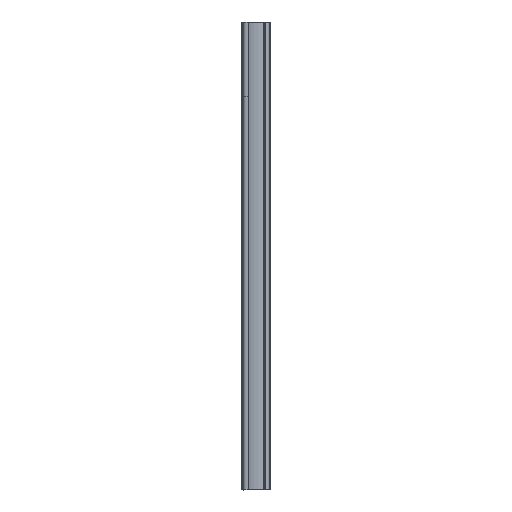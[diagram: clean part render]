
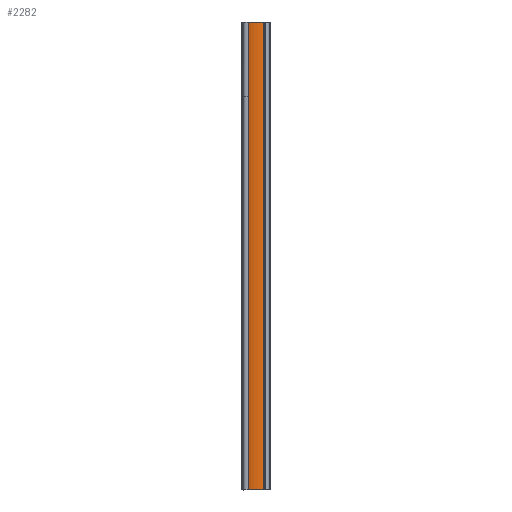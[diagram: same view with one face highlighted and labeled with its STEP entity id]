
A CAD part, front view. The second image highlights one B-rep face of the part: STEP entity #2282.
In plain terms, the highlighted cylindrical face has radius 60 mm (diameter 120 mm), a partial arc.
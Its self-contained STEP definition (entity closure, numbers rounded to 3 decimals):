
#112 = EDGE_LOOP ( 'NONE', ( #1914, #2422, #749, #1332, #1005 ) ) ;
#178 = CARTESIAN_POINT ( 'NONE',  ( -20.723, -56.308, -778. ) ) ;
#191 = CARTESIAN_POINT ( 'NONE',  ( 20.723, -56.308, 22. ) ) ;
#363 = DIRECTION ( 'NONE',  ( 0., 0., 1. ) ) ;
#370 = AXIS2_PLACEMENT_3D ( 'NONE', #1868, #363, #969 ) ;
#486 = EDGE_CURVE ( 'NONE', #577, #699, #590, .T. ) ;
#542 = VECTOR ( 'NONE', #3248, 1000. ) ;
#565 = EDGE_CURVE ( 'NONE', #577, #1079, #2127, .T. ) ;
#577 = VERTEX_POINT ( 'NONE', #835 ) ;
#590 = LINE ( 'NONE', #191, #542 ) ;
#593 = EDGE_CURVE ( 'NONE', #1079, #890, #3085, .T. ) ;
#669 = DIRECTION ( 'NONE',  ( -1., 0., 0. ) ) ;
#699 = VERTEX_POINT ( 'NONE', #1153 ) ;
#737 = CIRCLE ( 'NONE', #1076, 60. ) ;
#749 = ORIENTED_EDGE ( 'NONE', *, *, #593, .F. ) ;
#795 = DIRECTION ( 'NONE',  ( 0., 0., 1. ) ) ;
#832 = FACE_OUTER_BOUND ( 'NONE', #112, .T. ) ;
#835 = CARTESIAN_POINT ( 'NONE',  ( 20.723, -56.308, -1028. ) ) ;
#890 = VERTEX_POINT ( 'NONE', #1936 ) ;
#969 = DIRECTION ( 'NONE',  ( 1., 0., 0. ) ) ;
#1005 = ORIENTED_EDGE ( 'NONE', *, *, #486, .T. ) ;
#1076 = AXIS2_PLACEMENT_3D ( 'NONE', #2515, #2530, #669 ) ;
#1079 = VERTEX_POINT ( 'NONE', #3474 ) ;
#1153 = CARTESIAN_POINT ( 'NONE',  ( 20.723, -56.308, 222. ) ) ;
#1166 = CARTESIAN_POINT ( 'NONE',  ( -20.723, -56.308, 22. ) ) ;
#1311 = VECTOR ( 'NONE', #3940, 1000. ) ;
#1332 = ORIENTED_EDGE ( 'NONE', *, *, #565, .F. ) ;
#1690 = CYLINDRICAL_SURFACE ( 'NONE', #370, 60. ) ;
#1868 = CARTESIAN_POINT ( 'NONE',  ( 0., 0., 22. ) ) ;
#1914 = ORIENTED_EDGE ( 'NONE', *, *, #3623, .T. ) ;
#1936 = CARTESIAN_POINT ( 'NONE',  ( -20.723, -56.308, 22. ) ) ;
#2032 = CARTESIAN_POINT ( 'NONE',  ( 0., 0., -1028. ) ) ;
#2127 = CIRCLE ( 'NONE', #3980, 60. ) ;
#2258 = VECTOR ( 'NONE', #795, 1000. ) ;
#2282 = ADVANCED_FACE ( 'NONE', ( #832 ), #1690, .T. ) ;
#2295 = DIRECTION ( 'NONE',  ( 0., 0., -1. ) ) ;
#2422 = ORIENTED_EDGE ( 'NONE', *, *, #2873, .F. ) ;
#2515 = CARTESIAN_POINT ( 'NONE',  ( 0., 0., 222. ) ) ;
#2530 = DIRECTION ( 'NONE',  ( 0., 0., -1. ) ) ;
#2569 = CARTESIAN_POINT ( 'NONE',  ( -20.723, -56.308, 222. ) ) ;
#2664 = DIRECTION ( 'NONE',  ( -1., 0., 0. ) ) ;
#2873 = EDGE_CURVE ( 'NONE', #890, #3711, #3748, .T. ) ;
#3085 = LINE ( 'NONE', #178, #2258 ) ;
#3248 = DIRECTION ( 'NONE',  ( 0., 0., 1. ) ) ;
#3474 = CARTESIAN_POINT ( 'NONE',  ( -20.723, -56.308, -1028. ) ) ;
#3623 = EDGE_CURVE ( 'NONE', #699, #3711, #737, .T. ) ;
#3711 = VERTEX_POINT ( 'NONE', #2569 ) ;
#3748 = LINE ( 'NONE', #1166, #1311 ) ;
#3940 = DIRECTION ( 'NONE',  ( 0., 0., 1. ) ) ;
#3980 = AXIS2_PLACEMENT_3D ( 'NONE', #2032, #2295, #2664 ) ;
